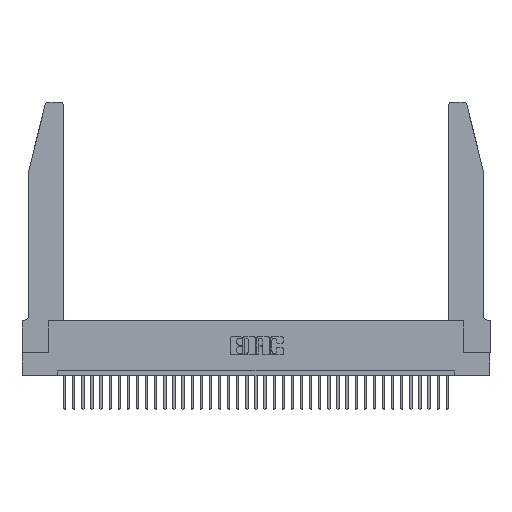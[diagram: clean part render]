
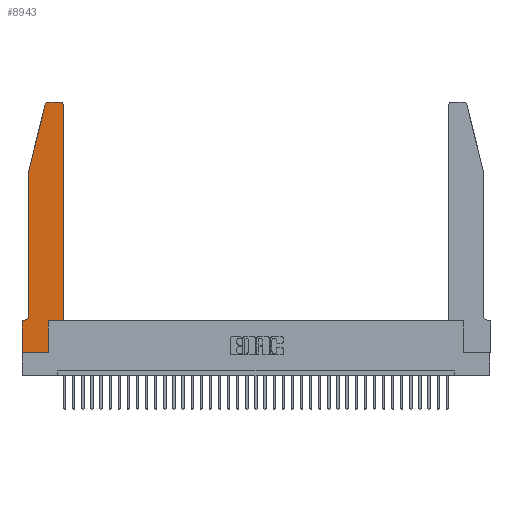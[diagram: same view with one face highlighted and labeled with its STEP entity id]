
A CAD part, top view. The second image highlights one B-rep face of the part: STEP entity #8943.
In plain terms, the highlighted planar face has unit normal (0, 0, 1).
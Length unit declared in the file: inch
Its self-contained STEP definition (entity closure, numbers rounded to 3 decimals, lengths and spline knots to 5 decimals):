
#46 = DIRECTION ( 'NONE',  ( 1., 0., 0. ) ) ;
#210 = VECTOR ( 'NONE', #31420, 39.37008 ) ;
#439 = EDGE_CURVE ( 'NONE', #24365, #31560, #4014, .T. ) ;
#842 = CARTESIAN_POINT ( 'NONE',  ( 0.25487, 2.72718, 0.37 ) ) ;
#848 = VERTEX_POINT ( 'NONE', #11579 ) ;
#1584 = CARTESIAN_POINT ( 'NONE',  ( 0., 0., 0.37 ) ) ;
#1710 = CARTESIAN_POINT ( 'NONE',  ( 0.284, 2.72, 0.37 ) ) ;
#2553 = LINE ( 'NONE', #32691, #3002 ) ;
#2680 = CIRCLE ( 'NONE', #21323, 0.07 ) ;
#2943 = EDGE_CURVE ( 'NONE', #24038, #21754, #31478, .T. ) ;
#3002 = VECTOR ( 'NONE', #24058, 39.37008 ) ;
#3476 = EDGE_CURVE ( 'NONE', #19544, #24038, #10389, .T. ) ;
#3803 = VERTEX_POINT ( 'NONE', #4417 ) ;
#4014 = CIRCLE ( 'NONE', #19952, 0.03 ) ;
#4173 = DIRECTION ( 'NONE',  ( 0., 1., 0. ) ) ;
#4417 = CARTESIAN_POINT ( 'NONE',  ( 0.4205, 2.75, 0.37 ) ) ;
#4591 = CARTESIAN_POINT ( 'NONE',  ( 0.0755, 2., 0.37 ) ) ;
#4868 = VECTOR ( 'NONE', #12065, 39.37008 ) ;
#5099 = EDGE_CURVE ( 'NONE', #31560, #20793, #20113, .T. ) ;
#5155 = VECTOR ( 'NONE', #24425, 39.37008 ) ;
#5247 = VERTEX_POINT ( 'NONE', #14039 ) ;
#5302 = ORIENTED_EDGE ( 'NONE', *, *, #2943, .T. ) ;
#5377 = LINE ( 'NONE', #37004, #11562 ) ;
#5413 = DIRECTION ( 'NONE',  ( 0., 0., -1. ) ) ;
#5782 = DIRECTION ( 'NONE',  ( -1., 0., 0. ) ) ;
#6277 = CARTESIAN_POINT ( 'NONE',  ( 0.284, 2.75, 0.37 ) ) ;
#6386 = EDGE_CURVE ( 'NONE', #9060, #18068, #5377, .T. ) ;
#7038 = ORIENTED_EDGE ( 'NONE', *, *, #29386, .T. ) ;
#8063 = CARTESIAN_POINT ( 'NONE',  ( 0., 0.35, 0.37 ) ) ;
#8298 = FACE_OUTER_BOUND ( 'NONE', #34973, .T. ) ;
#8943 = ADVANCED_FACE ( 'NONE', ( #8298 ), #11267, .T. ) ;
#9060 = VERTEX_POINT ( 'NONE', #1584 ) ;
#9715 = ORIENTED_EDGE ( 'NONE', *, *, #3476, .T. ) ;
#9966 = VECTOR ( 'NONE', #18441, 39.37008 ) ;
#10152 = ORIENTED_EDGE ( 'NONE', *, *, #13695, .T. ) ;
#10262 = DIRECTION ( 'NONE',  ( 1., 0., 0. ) ) ;
#10389 = LINE ( 'NONE', #12627, #9966 ) ;
#10745 = ORIENTED_EDGE ( 'NONE', *, *, #15297, .T. ) ;
#10968 = DIRECTION ( 'NONE',  ( 0., 0., 1. ) ) ;
#11093 = DIRECTION ( 'NONE',  ( 1., 0., 0. ) ) ;
#11267 = PLANE ( 'NONE',  #33365 ) ;
#11562 = VECTOR ( 'NONE', #46, 39.37008 ) ;
#11579 = CARTESIAN_POINT ( 'NONE',  ( 0.0755, 0.42, 0.37 ) ) ;
#12065 = DIRECTION ( 'NONE',  ( 0., -1., 0. ) ) ;
#12627 = CARTESIAN_POINT ( 'NONE',  ( 0.4505, 0.35, 0.37 ) ) ;
#12720 = LINE ( 'NONE', #25171, #14496 ) ;
#12904 = DIRECTION ( 'NONE',  ( -0.239, -0.971, 0. ) ) ;
#13695 = EDGE_CURVE ( 'NONE', #21754, #3803, #24167, .T. ) ;
#14039 = CARTESIAN_POINT ( 'NONE',  ( 0., 0.35, 0.37 ) ) ;
#14436 = VECTOR ( 'NONE', #4173, 39.37008 ) ;
#14496 = VECTOR ( 'NONE', #28146, 39.37008 ) ;
#14585 = LINE ( 'NONE', #35096, #4868 ) ;
#15297 = EDGE_CURVE ( 'NONE', #5247, #9060, #14585, .T. ) ;
#15406 = AXIS2_PLACEMENT_3D ( 'NONE', #25108, #10968, #11093 ) ;
#16433 = CARTESIAN_POINT ( 'NONE',  ( 0.2605, 2.75, 0.37 ) ) ;
#16822 = EDGE_CURVE ( 'NONE', #18068, #19544, #12720, .T. ) ;
#18068 = VERTEX_POINT ( 'NONE', #30043 ) ;
#18301 = CARTESIAN_POINT ( 'NONE',  ( 0.4505, 0.35, 0.37 ) ) ;
#18441 = DIRECTION ( 'NONE',  ( 1., 0., 0. ) ) ;
#18608 = CARTESIAN_POINT ( 'NONE',  ( 0.4505, 2.72, 0.37 ) ) ;
#19026 = CARTESIAN_POINT ( 'NONE',  ( 0.0055, 0.42, 0.37 ) ) ;
#19544 = VERTEX_POINT ( 'NONE', #36643 ) ;
#19952 = AXIS2_PLACEMENT_3D ( 'NONE', #1710, #24747, #10262 ) ;
#20113 = LINE ( 'NONE', #20411, #21466 ) ;
#20360 = ORIENTED_EDGE ( 'NONE', *, *, #6386, .T. ) ;
#20411 = CARTESIAN_POINT ( 'NONE',  ( 0.0755, 2., 0.37 ) ) ;
#20793 = VERTEX_POINT ( 'NONE', #4591 ) ;
#21323 = AXIS2_PLACEMENT_3D ( 'NONE', #19026, #5413, #5782 ) ;
#21466 = VECTOR ( 'NONE', #12904, 39.37008 ) ;
#21754 = VERTEX_POINT ( 'NONE', #18608 ) ;
#22965 = LINE ( 'NONE', #16433, #5155 ) ;
#23019 = EDGE_CURVE ( 'NONE', #23595, #5247, #2553, .T. ) ;
#23595 = VERTEX_POINT ( 'NONE', #26660 ) ;
#24038 = VERTEX_POINT ( 'NONE', #18301 ) ;
#24058 = DIRECTION ( 'NONE',  ( -1., 0., 0. ) ) ;
#24167 = CIRCLE ( 'NONE', #15406, 0.03 ) ;
#24365 = VERTEX_POINT ( 'NONE', #6277 ) ;
#24425 = DIRECTION ( 'NONE',  ( -1., 0., 0. ) ) ;
#24747 = DIRECTION ( 'NONE',  ( 0., 0., 1. ) ) ;
#24780 = ORIENTED_EDGE ( 'NONE', *, *, #33575, .T. ) ;
#25108 = CARTESIAN_POINT ( 'NONE',  ( 0.4205, 2.72, 0.37 ) ) ;
#25171 = CARTESIAN_POINT ( 'NONE',  ( 0.2865, 0.35, 0.37 ) ) ;
#26660 = CARTESIAN_POINT ( 'NONE',  ( 0.0055, 0.35, 0.37 ) ) ;
#26737 = CARTESIAN_POINT ( 'NONE',  ( 0.4505, 0.35, 0.37 ) ) ;
#27122 = EDGE_CURVE ( 'NONE', #848, #23595, #2680, .T. ) ;
#28146 = DIRECTION ( 'NONE',  ( 0., 1., 0. ) ) ;
#28929 = ORIENTED_EDGE ( 'NONE', *, *, #16822, .T. ) ;
#29386 = EDGE_CURVE ( 'NONE', #20793, #848, #30615, .T. ) ;
#29622 = ORIENTED_EDGE ( 'NONE', *, *, #27122, .T. ) ;
#30043 = CARTESIAN_POINT ( 'NONE',  ( 0.2865, 0., 0.37 ) ) ;
#30615 = LINE ( 'NONE', #33697, #210 ) ;
#30733 = ORIENTED_EDGE ( 'NONE', *, *, #5099, .T. ) ;
#31289 = DIRECTION ( 'NONE',  ( 0., 0., 1. ) ) ;
#31420 = DIRECTION ( 'NONE',  ( 0., -1., 0. ) ) ;
#31478 = LINE ( 'NONE', #26737, #14436 ) ;
#31560 = VERTEX_POINT ( 'NONE', #842 ) ;
#32691 = CARTESIAN_POINT ( 'NONE',  ( 0.0755, 0.35, 0.37 ) ) ;
#33365 = AXIS2_PLACEMENT_3D ( 'NONE', #8063, #31289, #36671 ) ;
#33575 = EDGE_CURVE ( 'NONE', #3803, #24365, #22965, .T. ) ;
#33697 = CARTESIAN_POINT ( 'NONE',  ( 0.0755, 2., 0.37 ) ) ;
#34973 = EDGE_LOOP ( 'NONE', ( #24780, #37015, #30733, #7038, #29622, #36609, #10745, #20360, #28929, #9715, #5302, #10152 ) ) ;
#35096 = CARTESIAN_POINT ( 'NONE',  ( 0., 0., 0.37 ) ) ;
#36609 = ORIENTED_EDGE ( 'NONE', *, *, #23019, .T. ) ;
#36643 = CARTESIAN_POINT ( 'NONE',  ( 0.2865, 0.35, 0.37 ) ) ;
#36671 = DIRECTION ( 'NONE',  ( 1., 0., 0. ) ) ;
#37004 = CARTESIAN_POINT ( 'NONE',  ( 0., 0., 0.37 ) ) ;
#37015 = ORIENTED_EDGE ( 'NONE', *, *, #439, .T. ) ;
